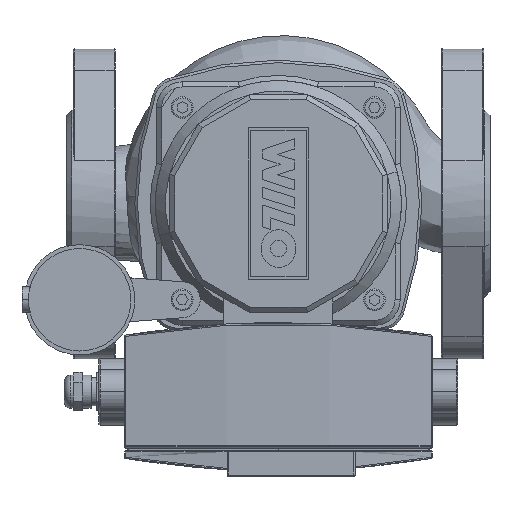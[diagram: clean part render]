
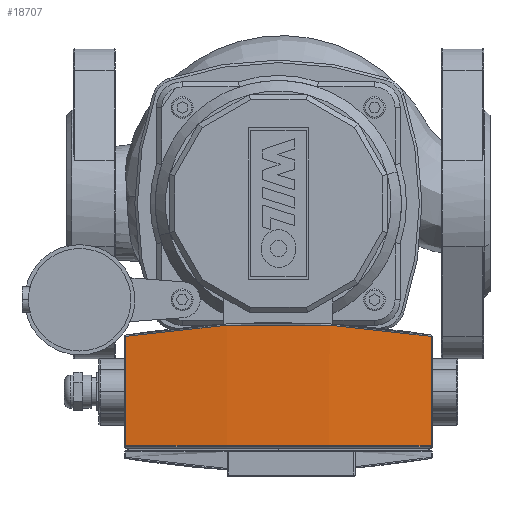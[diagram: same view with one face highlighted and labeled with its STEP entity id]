
A CAD part, front view. The second image highlights one B-rep face of the part: STEP entity #18707.
In plain terms, the highlighted cylindrical face has radius 452 mm (diameter 904 mm), a partial arc.
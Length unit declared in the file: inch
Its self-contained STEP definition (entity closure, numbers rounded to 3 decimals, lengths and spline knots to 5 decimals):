
#17845=CARTESIAN_POINT('',(5.59511,-7.49293,-3.7204));
#17846=VERTEX_POINT('',#17845);
#17854=CARTESIAN_POINT('',(0.90489,-7.49293,-3.7204));
#17855=VERTEX_POINT('',#17854);
#17856=CARTESIAN_POINT('',(3.25,10.14715,-3.7204));
#17857=DIRECTION('',(0.,0.,-1.));
#17858=DIRECTION('',(-0.133,0.991,0.));
#17859=AXIS2_PLACEMENT_3D('',#17856,#17857,#17858);
#17860=CIRCLE('',#17859,17.79528);
#17861=EDGE_CURVE('',#17846,#17855,#17860,.T.);
#18253=CARTESIAN_POINT('',(5.59511,-7.49293,-2.03881));
#18254=VERTEX_POINT('',#18253);
#18323=CARTESIAN_POINT('',(0.90489,-7.49293,-2.03881));
#18324=VERTEX_POINT('',#18323);
#18531=CARTESIAN_POINT('',(0.90489,-7.49293,-2.03881));
#18532=CARTESIAN_POINT('',(1.11221,-7.52049,-2.0043));
#18533=CARTESIAN_POINT('',(1.32108,-7.54454,-1.97425));
#18534=CARTESIAN_POINT('',(1.53101,-7.56491,-1.9488));
#18535=CARTESIAN_POINT('',(1.8799,-7.59877,-1.9065));
#18536=CARTESIAN_POINT('',(2.23173,-7.62247,-1.87695));
#18537=CARTESIAN_POINT('',(2.58417,-7.63567,-1.86051));
#18538=CARTESIAN_POINT('',(2.80444,-7.64392,-1.85023));
#18539=CARTESIAN_POINT('',(3.02495,-7.64807,-1.84506));
#18540=CARTESIAN_POINT('',(3.24513,-7.64813,-1.84498));
#18541=CARTESIAN_POINT('',(3.35522,-7.64816,-1.84494));
#18542=CARTESIAN_POINT('',(3.46539,-7.64717,-1.84618));
#18543=CARTESIAN_POINT('',(3.57559,-7.64515,-1.84869));
#18544=CARTESIAN_POINT('',(3.75191,-7.64192,-1.85271));
#18545=CARTESIAN_POINT('',(3.92828,-7.63607,-1.86));
#18546=CARTESIAN_POINT('',(4.10443,-7.62761,-1.87056));
#18547=CARTESIAN_POINT('',(4.38626,-7.61406,-1.88745));
#18548=CARTESIAN_POINT('',(4.6675,-7.59381,-1.9127));
#18549=CARTESIAN_POINT('',(4.94696,-7.56703,-1.94614));
#18550=CARTESIAN_POINT('',(5.16427,-7.54622,-1.97215));
#18551=CARTESIAN_POINT('',(5.3805,-7.52146,-2.00309));
#18552=CARTESIAN_POINT('',(5.59511,-7.49293,-2.03881));
#18553=B_SPLINE_CURVE_WITH_KNOTS('',3,(#18531,#18532,#18533,#18534,#18535,#18536,#18537,#18538,#18539,#18540,#18541,#18542,#18543,#18544,#18545,#18546,#18547,#18548,#18549,#18550,#18551,#18552),.UNSPECIFIED.,.F.,.U.,(4,3,3,3,3,3,3,4),(0.73281,2.34623,5.02765,6.70353,7.54147,8.88217,11.0273,12.69535),.UNSPECIFIED.);
#18554=EDGE_CURVE('',#18324,#18254,#18553,.T.);
#18681=CARTESIAN_POINT('',(0.90489,-7.49293,-3.7204));
#18682=DIRECTION('',(0.0,0.0,1.0));
#18683=VECTOR('',#18682,1.68158);
#18684=LINE('',#18681,#18683);
#18685=EDGE_CURVE('',#17855,#18324,#18684,.T.);
#18691=CARTESIAN_POINT('',(3.25,10.14715,-1.8253));
#18692=DIRECTION('',(0.,0.,-1.0));
#18693=DIRECTION('',(-0.133,0.991,0.));
#18694=AXIS2_PLACEMENT_3D('',#18691,#18692,#18693);
#18695=CYLINDRICAL_SURFACE('',#18694,17.79528);
#18696=ORIENTED_EDGE('',*,*,#18685,.F.);
#18697=ORIENTED_EDGE('',*,*,#17861,.F.);
#18698=CARTESIAN_POINT('',(5.59511,-7.49293,-2.03881));
#18699=DIRECTION('',(0.0,0.0,-1.0));
#18700=VECTOR('',#18699,1.68158);
#18701=LINE('',#18698,#18700);
#18702=EDGE_CURVE('',#18254,#17846,#18701,.T.);
#18703=ORIENTED_EDGE('',*,*,#18702,.F.);
#18704=ORIENTED_EDGE('',*,*,#18554,.F.);
#18705=EDGE_LOOP('',(#18696,#18697,#18703,#18704));
#18706=FACE_OUTER_BOUND('',#18705,.T.);
#18707=ADVANCED_FACE('',(#18706),#18695,.T.);
